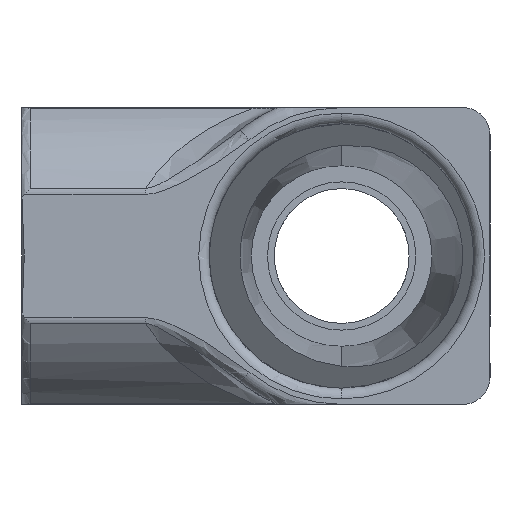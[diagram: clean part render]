
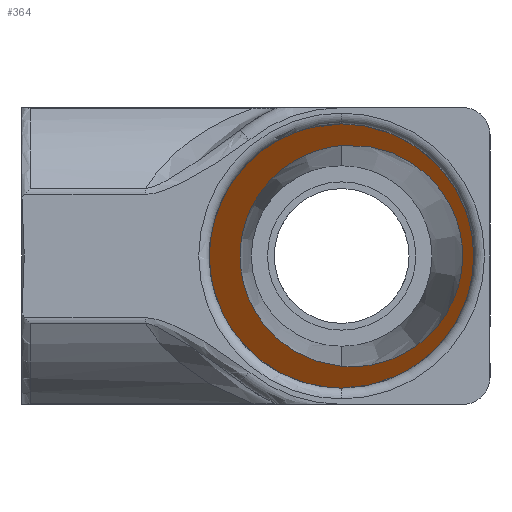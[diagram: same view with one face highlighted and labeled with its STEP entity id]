
A CAD part, left-side view. The second image highlights one B-rep face of the part: STEP entity #364.
In plain terms, the highlighted planar face has unit normal (-0.707, 0.707, 0).
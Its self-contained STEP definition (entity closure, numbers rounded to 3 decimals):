
#32 = VERTEX_POINT ( 'NONE', #6033 ) ;
#65 = CARTESIAN_POINT ( 'NONE',  ( -127.5, 0., 20.468 ) ) ;
#82 = CARTESIAN_POINT ( 'NONE',  ( -113.026, 14.474, -27.5 ) ) ;
#282 = CARTESIAN_POINT ( 'NONE',  ( -111.159, 16.341, 27.196 ) ) ;
#302 = EDGE_LOOP ( 'NONE', ( #7189, #5338, #2250, #2396, #6859, #4247, #5782, #1577, #3242, #6190 ) ) ;
#356 = VERTEX_POINT ( 'NONE', #6758 ) ;
#364 = ADVANCED_FACE ( 'NONE', ( #1028, #1204 ), #3748, .F. ) ;
#389 = CARTESIAN_POINT ( 'NONE',  ( -154.149, -26.649, -6.053 ) ) ;
#475 = DIRECTION ( 'NONE',  ( 0.707, 0.707, 0. ) ) ;
#527 = CARTESIAN_POINT ( 'NONE',  ( -111.159, 16.341, -27.196 ) ) ;
#559 = VECTOR ( 'NONE', #3423, 1000. ) ;
#692 = EDGE_CURVE ( 'NONE', #4690, #1874, #5221, .T. ) ;
#702 = CARTESIAN_POINT ( 'NONE',  ( -149.931, -22.431, 0. ) ) ;
#731 = CARTESIAN_POINT ( 'NONE',  ( -149.931, -22.431, -12.89 ) ) ;
#742 = CARTESIAN_POINT ( 'NONE',  ( -111.778, 15.722, -27.398 ) ) ;
#828 = CARTESIAN_POINT ( 'NONE',  ( -111.159, 16.341, 18.255 ) ) ;
#883 = B_SPLINE_CURVE_WITH_KNOTS ( 'NONE', 3,
 ( #2398, #742, #4194, #82 ),
 .UNSPECIFIED., .F., .F.,
 ( 4, 4 ),
 ( 0., 0.003 ),
 .UNSPECIFIED. ) ;
#1018 = CARTESIAN_POINT ( 'NONE',  ( -111.159, 16.341, -27.5 ) ) ;
#1028 = FACE_OUTER_BOUND ( 'NONE', #302, .T. ) ;
#1128 = ORIENTED_EDGE ( 'NONE', *, *, #5979, .T. ) ;
#1152 = CARTESIAN_POINT ( 'NONE',  ( -146.515, -19.015, -27.5 ) ) ;
#1204 = FACE_BOUND ( 'NONE', #3296, .T. ) ;
#1226 = ORIENTED_EDGE ( 'NONE', *, *, #5237, .T. ) ;
#1248 = EDGE_CURVE ( 'NONE', #5960, #3074, #4679, .T. ) ;
#1369 = CARTESIAN_POINT ( 'NONE',  ( -140.39, -12.89, 21.596 ) ) ;
#1388 = CARTESIAN_POINT ( 'NONE',  ( -99.504, 27.996, -7.821 ) ) ;
#1577 = ORIENTED_EDGE ( 'NONE', *, *, #1248, .T. ) ;
#1673 = CARTESIAN_POINT ( 'NONE',  ( -113.026, 14.474, -27.5 ) ) ;
#1743 = CARTESIAN_POINT ( 'NONE',  ( -146.515, -19.015, -15.45 ) ) ;
#1813 = VECTOR ( 'NONE', #6992, 1000. ) ;
#1874 = VERTEX_POINT ( 'NONE', #5289 ) ;
#1876 = CARTESIAN_POINT ( 'NONE',  ( -127.5, 0., 20.468 ) ) ;
#2026 = AXIS2_PLACEMENT_3D ( 'NONE', #4928, #6094, #7207 ) ;
#2199 = CARTESIAN_POINT ( 'NONE',  ( -111.159, 16.341, -27.5 ) ) ;
#2216 = CARTESIAN_POINT ( 'NONE',  ( -112.389, 15.111, 27.5 ) ) ;
#2250 = ORIENTED_EDGE ( 'NONE', *, *, #4960, .F. ) ;
#2396 = ORIENTED_EDGE ( 'NONE', *, *, #5726, .T. ) ;
#2398 = CARTESIAN_POINT ( 'NONE',  ( -111.159, 16.341, -27.196 ) ) ;
#2433 =( BOUNDED_CURVE ( )  B_SPLINE_CURVE ( 3, ( #5354, #5382, #3624, #1876 ),
 .UNSPECIFIED., .F., .F. ) 
 B_SPLINE_CURVE_WITH_KNOTS ( ( 4, 4 ),
 ( 1.658, 4.625 ),
 .UNSPECIFIED. ) 
 CURVE ( )  GEOMETRIC_REPRESENTATION_ITEM ( )  RATIONAL_B_SPLINE_CURVE ( ( 1., 0.392, 0.392, 1. ) ) 
 REPRESENTATION_ITEM ( '' )  );
#2437 = CARTESIAN_POINT ( 'NONE',  ( -111.159, 16.341, 18.255 ) ) ;
#2714 = EDGE_CURVE ( 'NONE', #5233, #3074, #3874, .T. ) ;
#2752 = CARTESIAN_POINT ( 'NONE',  ( -111.159, 16.341, 27.196 ) ) ;
#2826 = LINE ( 'NONE', #7142, #4559 ) ;
#3031 = CARTESIAN_POINT ( 'NONE',  ( -127.5, 0., -20.468 ) ) ;
#3074 = VERTEX_POINT ( 'NONE', #282 ) ;
#3129 = CARTESIAN_POINT ( 'NONE',  ( -99.504, 27.996, 7.821 ) ) ;
#3185 = LINE ( 'NONE', #1152, #1813 ) ;
#3242 = ORIENTED_EDGE ( 'NONE', *, *, #2714, .F. ) ;
#3274 = VECTOR ( 'NONE', #3461, 1000. ) ;
#3296 = EDGE_LOOP ( 'NONE', ( #1226, #1128 ) ) ;
#3413 = VERTEX_POINT ( 'NONE', #1743 ) ;
#3423 = DIRECTION ( 'NONE',  ( 0., 0., 1. ) ) ;
#3461 = DIRECTION ( 'NONE',  ( 0., 0., 1. ) ) ;
#3589 = CARTESIAN_POINT ( 'NONE',  ( -140.39, -12.89, -21.596 ) ) ;
#3624 = CARTESIAN_POINT ( 'NONE',  ( -92.66, 34.84, 17.42 ) ) ;
#3626 = LINE ( 'NONE', #1018, #3274 ) ;
#3729 = VECTOR ( 'NONE', #475, 1000. ) ;
#3748 = PLANE ( 'NONE',  #2026 ) ;
#3759 = CARTESIAN_POINT ( 'NONE',  ( -111.159, 16.341, -18.255 ) ) ;
#3874 = LINE ( 'NONE', #5086, #5875 ) ;
#3945 = CARTESIAN_POINT ( 'NONE',  ( -146.515, -19.015, -27.5 ) ) ;
#4115 = EDGE_CURVE ( 'NONE', #5233, #6705, #5280, .T. ) ;
#4194 = CARTESIAN_POINT ( 'NONE',  ( -112.4, 15.1, -27.5 ) ) ;
#4230 = CARTESIAN_POINT ( 'NONE',  ( -127.5, 0., 20.468 ) ) ;
#4247 = ORIENTED_EDGE ( 'NONE', *, *, #692, .T. ) ;
#4257 = CARTESIAN_POINT ( 'NONE',  ( -149.931, -22.431, 12.89 ) ) ;
#4375 = EDGE_CURVE ( 'NONE', #3413, #4690, #4917, .T. ) ;
#4451 = VERTEX_POINT ( 'NONE', #1673 ) ;
#4507 = CARTESIAN_POINT ( 'NONE',  ( -111.767, 15.733, 27.395 ) ) ;
#4536 = CARTESIAN_POINT ( 'NONE',  ( -113.026, 14.474, 27.5 ) ) ;
#4559 = VECTOR ( 'NONE', #6621, 1000. ) ;
#4679 = B_SPLINE_CURVE_WITH_KNOTS ( 'NONE', 3,
 ( #4536, #2216, #4507, #2752 ),
 .UNSPECIFIED., .F., .F.,
 ( 4, 4 ),
 ( 0., 0.003 ),
 .UNSPECIFIED. ) ;
#4690 = VERTEX_POINT ( 'NONE', #7159 ) ;
#4846 = CARTESIAN_POINT ( 'NONE',  ( -113.026, 14.474, 27.5 ) ) ;
#4917 =( BOUNDED_CURVE ( )  B_SPLINE_CURVE ( 3, ( #5641, #389, #6224, #5689 ),
 .UNSPECIFIED., .F., .F. ) 
 B_SPLINE_CURVE_WITH_KNOTS ( ( 4, 4 ),
 ( 2.459, 3.824 ),
 .UNSPECIFIED. ) 
 CURVE ( )  GEOMETRIC_REPRESENTATION_ITEM ( )  RATIONAL_B_SPLINE_CURVE ( ( 1., 0.851, 0.851, 1. ) ) 
 REPRESENTATION_ITEM ( '' )  );
#4928 = CARTESIAN_POINT ( 'NONE',  ( -111.159, 16.341, -27.5 ) ) ;
#4960 = EDGE_CURVE ( 'NONE', #356, #4451, #6275, .T. ) ;
#5010 = VERTEX_POINT ( 'NONE', #527 ) ;
#5086 = CARTESIAN_POINT ( 'NONE',  ( -111.159, 16.341, -27.5 ) ) ;
#5093 = VERTEX_POINT ( 'NONE', #65 ) ;
#5221 = LINE ( 'NONE', #3945, #559 ) ;
#5233 = VERTEX_POINT ( 'NONE', #2437 ) ;
#5237 = EDGE_CURVE ( 'NONE', #5093, #32, #5697, .T. ) ;
#5280 =( BOUNDED_CURVE ( )  B_SPLINE_CURVE ( 3, ( #828, #3129, #1388, #3759 ),
 .UNSPECIFIED., .F., .F. ) 
 B_SPLINE_CURVE_WITH_KNOTS ( ( 4, 4 ),
 ( 5.443, 7.124 ),
 .UNSPECIFIED. ) 
 CURVE ( )  GEOMETRIC_REPRESENTATION_ITEM ( )  RATIONAL_B_SPLINE_CURVE ( ( 1., 0.778, 0.778, 1. ) ) 
 REPRESENTATION_ITEM ( '' )  );
#5289 = CARTESIAN_POINT ( 'NONE',  ( -146.515, -19.015, 27.5 ) ) ;
#5337 = EDGE_CURVE ( 'NONE', #1874, #5960, #2826, .T. ) ;
#5338 = ORIENTED_EDGE ( 'NONE', *, *, #6762, .T. ) ;
#5354 = CARTESIAN_POINT ( 'NONE',  ( -127.5, 0., -20.468 ) ) ;
#5382 = CARTESIAN_POINT ( 'NONE',  ( -92.66, 34.84, -17.42 ) ) ;
#5641 = CARTESIAN_POINT ( 'NONE',  ( -146.515, -19.015, -15.45 ) ) ;
#5689 = CARTESIAN_POINT ( 'NONE',  ( -146.515, -19.015, 15.45 ) ) ;
#5697 =( BOUNDED_CURVE ( )  B_SPLINE_CURVE ( 3, ( #4230, #1369, #4257, #702, #731, #3589, #3031 ),
 .UNSPECIFIED., .F., .F. ) 
 B_SPLINE_CURVE_WITH_KNOTS ( ( 4, 3, 4 ),
 ( 4.625, 6.283, 7.942 ),
 .UNSPECIFIED. ) 
 CURVE ( )  GEOMETRIC_REPRESENTATION_ITEM ( )  RATIONAL_B_SPLINE_CURVE ( ( 1., 0.784, 0.784, 1., 0.784, 0.784, 1. ) ) 
 REPRESENTATION_ITEM ( '' )  );
#5726 = EDGE_CURVE ( 'NONE', #356, #3413, #3185, .T. ) ;
#5782 = ORIENTED_EDGE ( 'NONE', *, *, #5337, .T. ) ;
#5875 = VECTOR ( 'NONE', #6189, 1000. ) ;
#5960 = VERTEX_POINT ( 'NONE', #4846 ) ;
#5979 = EDGE_CURVE ( 'NONE', #32, #5093, #2433, .T. ) ;
#6033 = CARTESIAN_POINT ( 'NONE',  ( -127.5, 0., -20.468 ) ) ;
#6094 = DIRECTION ( 'NONE',  ( 0.707, -0.707, 0. ) ) ;
#6189 = DIRECTION ( 'NONE',  ( 0., 0., 1. ) ) ;
#6190 = ORIENTED_EDGE ( 'NONE', *, *, #4115, .T. ) ;
#6224 = CARTESIAN_POINT ( 'NONE',  ( -154.149, -26.649, 6.053 ) ) ;
#6275 = LINE ( 'NONE', #2199, #3729 ) ;
#6450 = EDGE_CURVE ( 'NONE', #5010, #6705, #3626, .T. ) ;
#6557 = CARTESIAN_POINT ( 'NONE',  ( -111.159, 16.341, -18.255 ) ) ;
#6621 = DIRECTION ( 'NONE',  ( 0.707, 0.707, 0. ) ) ;
#6705 = VERTEX_POINT ( 'NONE', #6557 ) ;
#6758 = CARTESIAN_POINT ( 'NONE',  ( -146.515, -19.015, -27.5 ) ) ;
#6762 = EDGE_CURVE ( 'NONE', #5010, #4451, #883, .T. ) ;
#6859 = ORIENTED_EDGE ( 'NONE', *, *, #4375, .T. ) ;
#6992 = DIRECTION ( 'NONE',  ( 0., 0., 1. ) ) ;
#7142 = CARTESIAN_POINT ( 'NONE',  ( -111.159, 16.341, 27.5 ) ) ;
#7159 = CARTESIAN_POINT ( 'NONE',  ( -146.515, -19.015, 15.45 ) ) ;
#7189 = ORIENTED_EDGE ( 'NONE', *, *, #6450, .F. ) ;
#7207 = DIRECTION ( 'NONE',  ( 0.707, 0.707, 0. ) ) ;
